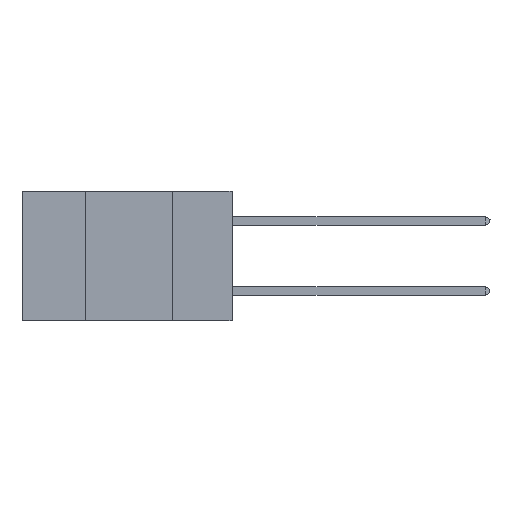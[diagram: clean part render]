
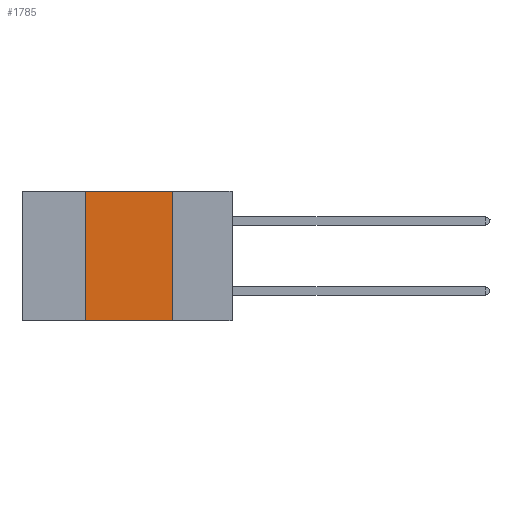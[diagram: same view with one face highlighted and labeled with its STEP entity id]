
A CAD part, left-side view. The second image highlights one B-rep face of the part: STEP entity #1785.
In plain terms, the highlighted planar face has unit normal (-1, 0, 0).
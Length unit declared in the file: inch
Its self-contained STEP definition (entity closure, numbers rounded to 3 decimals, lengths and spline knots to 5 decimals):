
#440 = CARTESIAN_POINT ( 'NONE',  ( 0., 0.42, -0.37 ) ) ;
#1157 = CARTESIAN_POINT ( 'NONE',  ( 0., 0.42, 0. ) ) ;
#1298 = LINE ( 'NONE', #2228, #6267 ) ;
#1321 = VERTEX_POINT ( 'NONE', #5449 ) ;
#1338 = EDGE_CURVE ( 'NONE', #4870, #1321, #11413, .T. ) ;
#1785 = ADVANCED_FACE ( 'NONE', ( #9887 ), #10615, .F. ) ;
#1883 = ORIENTED_EDGE ( 'NONE', *, *, #2327, .F. ) ;
#2228 = CARTESIAN_POINT ( 'NONE',  ( 0., 0.6, 0. ) ) ;
#2327 = EDGE_CURVE ( 'NONE', #7670, #10471, #1298, .T. ) ;
#2700 = CARTESIAN_POINT ( 'NONE',  ( 0., 0.6, 0. ) ) ;
#2877 = CARTESIAN_POINT ( 'NONE',  ( 0., 0.17, 0. ) ) ;
#3412 = EDGE_LOOP ( 'NONE', ( #5775, #1883, #4400, #11384 ) ) ;
#3783 = DIRECTION ( 'NONE',  ( 0., 0., -1. ) ) ;
#4400 = ORIENTED_EDGE ( 'NONE', *, *, #7096, .F. ) ;
#4720 = DIRECTION ( 'NONE',  ( 1., 0., 0. ) ) ;
#4749 = VECTOR ( 'NONE', #8069, 39.37008 ) ;
#4805 = VECTOR ( 'NONE', #5298, 39.37008 ) ;
#4870 = VERTEX_POINT ( 'NONE', #440 ) ;
#5298 = DIRECTION ( 'NONE',  ( 0., 0., 1. ) ) ;
#5449 = CARTESIAN_POINT ( 'NONE',  ( 0., 0.17, -0.37 ) ) ;
#5640 = DIRECTION ( 'NONE',  ( 0., -1., 0. ) ) ;
#5697 = AXIS2_PLACEMENT_3D ( 'NONE', #2700, #4720, #11034 ) ;
#5775 = ORIENTED_EDGE ( 'NONE', *, *, #6781, .F. ) ;
#6170 = CARTESIAN_POINT ( 'NONE',  ( 0., 0.42, 0. ) ) ;
#6267 = VECTOR ( 'NONE', #5640, 39.37008 ) ;
#6781 = EDGE_CURVE ( 'NONE', #10471, #1321, #9838, .T. ) ;
#7096 = EDGE_CURVE ( 'NONE', #4870, #7670, #10435, .T. ) ;
#7670 = VERTEX_POINT ( 'NONE', #1157 ) ;
#8069 = DIRECTION ( 'NONE',  ( 0., -1., 0. ) ) ;
#8191 = CARTESIAN_POINT ( 'NONE',  ( 0., 0.17, 0. ) ) ;
#8768 = CARTESIAN_POINT ( 'NONE',  ( 0., 0.6, -0.37 ) ) ;
#9838 = LINE ( 'NONE', #2877, #10205 ) ;
#9887 = FACE_OUTER_BOUND ( 'NONE', #3412, .T. ) ;
#10205 = VECTOR ( 'NONE', #3783, 39.37008 ) ;
#10435 = LINE ( 'NONE', #6170, #4805 ) ;
#10471 = VERTEX_POINT ( 'NONE', #8191 ) ;
#10615 = PLANE ( 'NONE',  #5697 ) ;
#11034 = DIRECTION ( 'NONE',  ( 0., 0., -1. ) ) ;
#11384 = ORIENTED_EDGE ( 'NONE', *, *, #1338, .T. ) ;
#11413 = LINE ( 'NONE', #8768, #4749 ) ;
